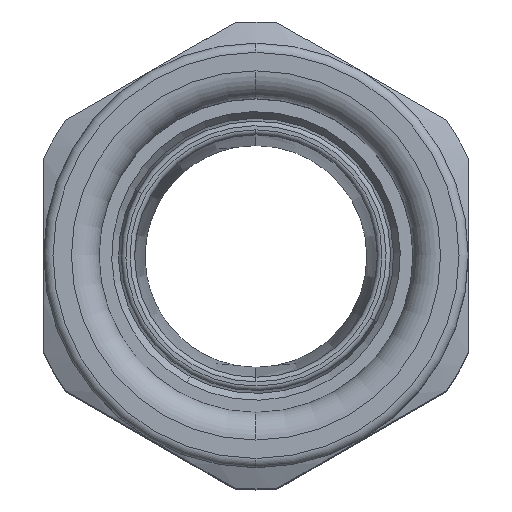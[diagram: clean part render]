
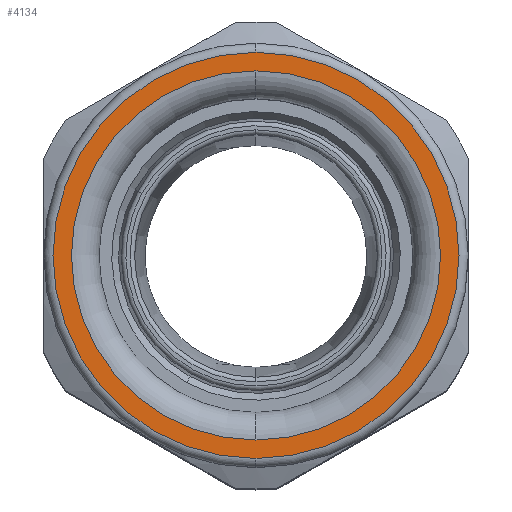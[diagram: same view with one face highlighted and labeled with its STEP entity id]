
A CAD part, top view. The second image highlights one B-rep face of the part: STEP entity #4134.
In plain terms, the highlighted planar face has unit normal (0, 0, 1).
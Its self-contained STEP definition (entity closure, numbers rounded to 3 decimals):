
#4022=AXIS2_PLACEMENT_3D('Circle Axis2P3D',#4020,#4021,$) ;
#4046=AXIS2_PLACEMENT_3D('Circle Axis2P3D',#4044,#4045,$) ;
#4110=AXIS2_PLACEMENT_3D('Plane Axis2P3D',#4107,#4108,#4109) ;
#4114=AXIS2_PLACEMENT_3D('Circle Axis2P3D',#4112,#4113,$) ;
#4123=AXIS2_PLACEMENT_3D('Circle Axis2P3D',#4121,#4122,$) ;
#4017=CARTESIAN_POINT('Vertex',(23.,45.3,82.9)) ;
#4020=CARTESIAN_POINT('Axis2P3D Location',(23.,25.3,82.9)) ;
#4024=CARTESIAN_POINT('Vertex',(23.,5.3,82.9)) ;
#4044=CARTESIAN_POINT('Axis2P3D Location',(23.,25.3,82.9)) ;
#4107=CARTESIAN_POINT('Axis2P3D Location',(23.,25.3,82.9)) ;
#4112=CARTESIAN_POINT('Axis2P3D Location',(23.,25.3,82.9)) ;
#4116=CARTESIAN_POINT('Vertex',(23.,3.3,82.9)) ;
#4118=CARTESIAN_POINT('Vertex',(23.,47.3,82.9)) ;
#4121=CARTESIAN_POINT('Axis2P3D Location',(23.,25.3,82.9)) ;
#4021=DIRECTION('Axis2P3D Direction',(0.,0.,1.)) ;
#4045=DIRECTION('Axis2P3D Direction',(0.,0.,1.)) ;
#4108=DIRECTION('Axis2P3D Direction',(0.,0.,1.)) ;
#4109=DIRECTION('Axis2P3D XDirection',(0.,1.,0.)) ;
#4113=DIRECTION('Axis2P3D Direction',(0.,0.,1.)) ;
#4122=DIRECTION('Axis2P3D Direction',(0.,0.,1.)) ;
#4127=ORIENTED_EDGE('',*,*,#4120,.T.) ;
#4128=ORIENTED_EDGE('',*,*,#4125,.T.) ;
#4131=ORIENTED_EDGE('',*,*,#4048,.F.) ;
#4132=ORIENTED_EDGE('',*,*,#4026,.F.) ;
#4133=FACE_BOUND('',#4130,.T.) ;
#4134=ADVANCED_FACE('Part1.1\\Koerper.2',(#4129,#4133),#4111,.T.) ;
#4023=CIRCLE('generated circle',#4022,20.) ;
#4047=CIRCLE('generated circle',#4046,20.) ;
#4115=CIRCLE('generated circle',#4114,22.) ;
#4124=CIRCLE('generated circle',#4123,22.) ;
#4026=EDGE_CURVE('',#4018,#4025,#4023,.T.) ;
#4048=EDGE_CURVE('',#4025,#4018,#4047,.T.) ;
#4120=EDGE_CURVE('',#4117,#4119,#4115,.T.) ;
#4125=EDGE_CURVE('',#4119,#4117,#4124,.T.) ;
#4126=EDGE_LOOP('',(#4127,#4128)) ;
#4130=EDGE_LOOP('',(#4131,#4132)) ;
#4129=FACE_OUTER_BOUND('',#4126,.T.) ;
#4111=PLANE('',#4110) ;
#4018=VERTEX_POINT('',#4017) ;
#4025=VERTEX_POINT('',#4024) ;
#4117=VERTEX_POINT('',#4116) ;
#4119=VERTEX_POINT('',#4118) ;
